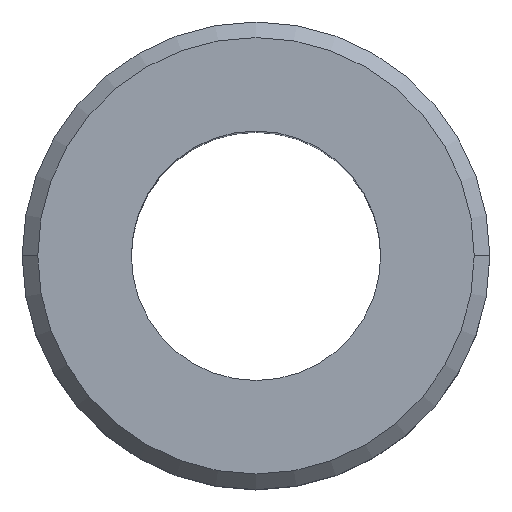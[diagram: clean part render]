
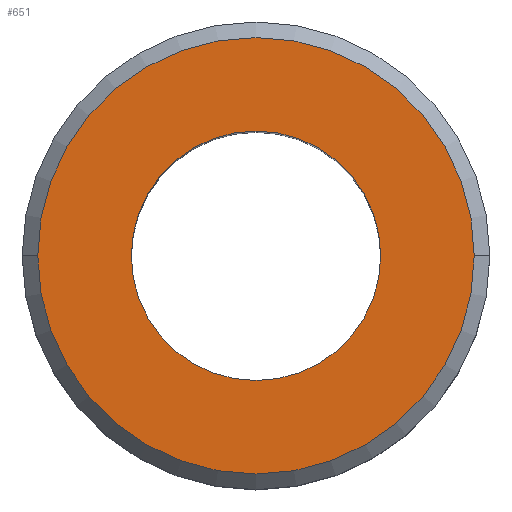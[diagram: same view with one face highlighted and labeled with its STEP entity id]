
A CAD part, top view. The second image highlights one B-rep face of the part: STEP entity #651.
In plain terms, the highlighted planar face has unit normal (0, 0, 1).
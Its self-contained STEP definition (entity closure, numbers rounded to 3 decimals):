
#4 = CARTESIAN_POINT ( 'NONE',  ( -14., 0., 0. ) ) ;
#12 = CARTESIAN_POINT ( 'NONE',  ( 0., 0., 0. ) ) ;
#30 = VERTEX_POINT ( 'NONE', #4 ) ;
#78 = EDGE_CURVE ( 'NONE', #416, #30, #507, .T. ) ;
#95 = AXIS2_PLACEMENT_3D ( 'NONE', #12, #631, #388 ) ;
#102 = CARTESIAN_POINT ( 'NONE',  ( 0., 0., 0. ) ) ;
#119 = VERTEX_POINT ( 'NONE', #534 ) ;
#145 = ORIENTED_EDGE ( 'NONE', *, *, #608, .T. ) ;
#179 = CARTESIAN_POINT ( 'NONE',  ( 0., 0., 0. ) ) ;
#243 = AXIS2_PLACEMENT_3D ( 'NONE', #398, #588, #652 ) ;
#256 = DIRECTION ( 'NONE',  ( 0., 0., 1. ) ) ;
#261 = CIRCLE ( 'NONE', #683, 14. ) ;
#287 = PLANE ( 'NONE',  #243 ) ;
#297 = FACE_BOUND ( 'NONE', #597, .T. ) ;
#301 = DIRECTION ( 'NONE',  ( 0., 0., 1. ) ) ;
#335 = EDGE_LOOP ( 'NONE', ( #145, #718 ) ) ;
#339 = DIRECTION ( 'NONE',  ( 0., 0., 1. ) ) ;
#340 = AXIS2_PLACEMENT_3D ( 'NONE', #179, #256, #484 ) ;
#359 = VERTEX_POINT ( 'NONE', #591 ) ;
#387 = EDGE_CURVE ( 'NONE', #359, #119, #448, .T. ) ;
#388 = DIRECTION ( 'NONE',  ( 1., 0., 0. ) ) ;
#398 = CARTESIAN_POINT ( 'NONE',  ( 0., 0., 0. ) ) ;
#416 = VERTEX_POINT ( 'NONE', #660 ) ;
#448 = CIRCLE ( 'NONE', #569, 8. ) ;
#466 = EDGE_CURVE ( 'NONE', #119, #359, #682, .T. ) ;
#484 = DIRECTION ( 'NONE',  ( 1., 0., 0. ) ) ;
#507 = CIRCLE ( 'NONE', #340, 14. ) ;
#534 = CARTESIAN_POINT ( 'NONE',  ( -8., 0., 0. ) ) ;
#569 = AXIS2_PLACEMENT_3D ( 'NONE', #102, #301, #787 ) ;
#587 = DIRECTION ( 'NONE',  ( 1., 0., 0. ) ) ;
#588 = DIRECTION ( 'NONE',  ( 0., 0., 1. ) ) ;
#591 = CARTESIAN_POINT ( 'NONE',  ( 8., 0., 0. ) ) ;
#595 = CARTESIAN_POINT ( 'NONE',  ( 0., 0., 0. ) ) ;
#597 = EDGE_LOOP ( 'NONE', ( #665, #760 ) ) ;
#608 = EDGE_CURVE ( 'NONE', #30, #416, #261, .T. ) ;
#631 = DIRECTION ( 'NONE',  ( 0., 0., 1. ) ) ;
#651 = ADVANCED_FACE ( 'NONE', ( #297, #699 ), #287, .T. ) ;
#652 = DIRECTION ( 'NONE',  ( 1., 0., 0. ) ) ;
#660 = CARTESIAN_POINT ( 'NONE',  ( 14., 0., 0. ) ) ;
#665 = ORIENTED_EDGE ( 'NONE', *, *, #387, .F. ) ;
#682 = CIRCLE ( 'NONE', #95, 8. ) ;
#683 = AXIS2_PLACEMENT_3D ( 'NONE', #595, #339, #587 ) ;
#699 = FACE_OUTER_BOUND ( 'NONE', #335, .T. ) ;
#718 = ORIENTED_EDGE ( 'NONE', *, *, #78, .T. ) ;
#760 = ORIENTED_EDGE ( 'NONE', *, *, #466, .F. ) ;
#787 = DIRECTION ( 'NONE',  ( 1., 0., 0. ) ) ;
